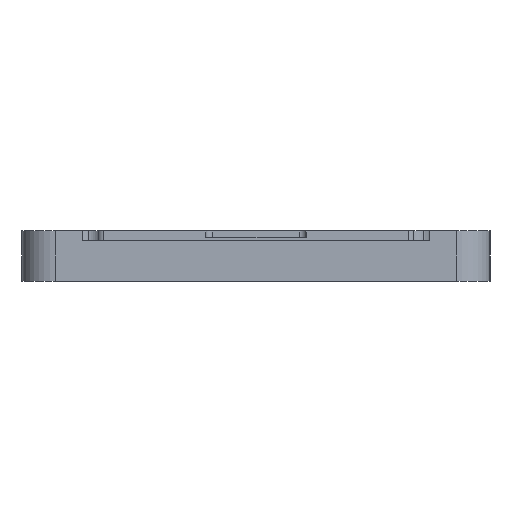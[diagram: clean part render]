
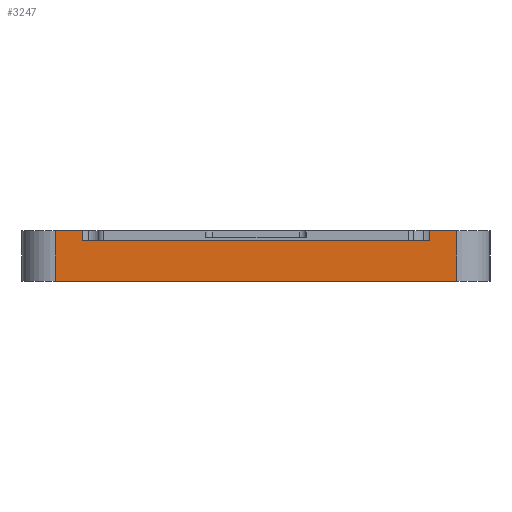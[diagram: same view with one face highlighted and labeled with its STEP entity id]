
A CAD part, left-side view. The second image highlights one B-rep face of the part: STEP entity #3247.
In plain terms, the highlighted planar face has unit normal (-1, 0, 0).
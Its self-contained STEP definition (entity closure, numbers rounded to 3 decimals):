
#8 = DIRECTION ( 'NONE',  ( 0., 0., 1. ) ) ;
#46 = DIRECTION ( 'NONE',  ( 0., 0., 1. ) ) ;
#85 = EDGE_CURVE ( 'NONE', #604, #2432, #1755, .T. ) ;
#220 = EDGE_CURVE ( 'NONE', #557, #1428, #1060, .T. ) ;
#230 = CARTESIAN_POINT ( 'NONE',  ( -191.4, 60., -12. ) ) ;
#257 = LINE ( 'NONE', #2829, #265 ) ;
#263 = ORIENTED_EDGE ( 'NONE', *, *, #631, .T. ) ;
#265 = VECTOR ( 'NONE', #511, 1000. ) ;
#287 = VECTOR ( 'NONE', #3117, 1000. ) ;
#385 = CARTESIAN_POINT ( 'NONE',  ( -191.4, 52., 3. ) ) ;
#476 = VECTOR ( 'NONE', #8, 1000. ) ;
#493 = EDGE_CURVE ( 'NONE', #2401, #557, #257, .T. ) ;
#511 = DIRECTION ( 'NONE',  ( 0., -1., 0. ) ) ;
#557 = VERTEX_POINT ( 'NONE', #2359 ) ;
#592 = DIRECTION ( 'NONE',  ( -1., 0., 0. ) ) ;
#604 = VERTEX_POINT ( 'NONE', #1339 ) ;
#611 = AXIS2_PLACEMENT_3D ( 'NONE', #842, #592, #1919 ) ;
#615 = DIRECTION ( 'NONE',  ( 0., -1., 0. ) ) ;
#631 = EDGE_CURVE ( 'NONE', #2401, #2432, #1035, .T. ) ;
#638 = VECTOR ( 'NONE', #1099, 1000. ) ;
#841 = DIRECTION ( 'NONE',  ( 0., 0., 1. ) ) ;
#842 = CARTESIAN_POINT ( 'NONE',  ( -191.4, 60., -12. ) ) ;
#901 = ORIENTED_EDGE ( 'NONE', *, *, #493, .F. ) ;
#922 = ORIENTED_EDGE ( 'NONE', *, *, #1476, .F. ) ;
#945 = LINE ( 'NONE', #2934, #3144 ) ;
#1035 = LINE ( 'NONE', #1630, #476 ) ;
#1052 = LINE ( 'NONE', #1591, #287 ) ;
#1060 = LINE ( 'NONE', #2097, #2964 ) ;
#1065 = LINE ( 'NONE', #2392, #2389 ) ;
#1099 = DIRECTION ( 'NONE',  ( 0., -1., 0. ) ) ;
#1212 = VERTEX_POINT ( 'NONE', #2958 ) ;
#1218 = CARTESIAN_POINT ( 'NONE',  ( -191.4, -60., 3. ) ) ;
#1268 = ORIENTED_EDGE ( 'NONE', *, *, #1905, .T. ) ;
#1288 = DIRECTION ( 'NONE',  ( 0., 0., 1. ) ) ;
#1339 = CARTESIAN_POINT ( 'NONE',  ( -191.4, 60., 3. ) ) ;
#1366 = CARTESIAN_POINT ( 'NONE',  ( -191.4, 60., 3. ) ) ;
#1428 = VERTEX_POINT ( 'NONE', #2547 ) ;
#1430 = VERTEX_POINT ( 'NONE', #230 ) ;
#1476 = EDGE_CURVE ( 'NONE', #1430, #604, #2577, .T. ) ;
#1591 = CARTESIAN_POINT ( 'NONE',  ( -191.4, 60., -12. ) ) ;
#1630 = CARTESIAN_POINT ( 'NONE',  ( -191.4, 52., 0. ) ) ;
#1722 = EDGE_CURVE ( 'NONE', #1428, #1773, #945, .T. ) ;
#1748 = ORIENTED_EDGE ( 'NONE', *, *, #3072, .T. ) ;
#1755 = LINE ( 'NONE', #1366, #638 ) ;
#1773 = VERTEX_POINT ( 'NONE', #1218 ) ;
#1863 = ORIENTED_EDGE ( 'NONE', *, *, #220, .F. ) ;
#1905 = EDGE_CURVE ( 'NONE', #1212, #1773, #1065, .T. ) ;
#1919 = DIRECTION ( 'NONE',  ( 0., 0., 1. ) ) ;
#2062 = VECTOR ( 'NONE', #1288, 1000. ) ;
#2097 = CARTESIAN_POINT ( 'NONE',  ( -191.4, -52., 0. ) ) ;
#2174 = FACE_OUTER_BOUND ( 'NONE', #3061, .T. ) ;
#2279 = CARTESIAN_POINT ( 'NONE',  ( -191.4, 60., -12. ) ) ;
#2316 = CARTESIAN_POINT ( 'NONE',  ( -191.4, 52., 0. ) ) ;
#2359 = CARTESIAN_POINT ( 'NONE',  ( -191.4, -52., 0. ) ) ;
#2389 = VECTOR ( 'NONE', #841, 1000. ) ;
#2392 = CARTESIAN_POINT ( 'NONE',  ( -191.4, -60., -12. ) ) ;
#2401 = VERTEX_POINT ( 'NONE', #2316 ) ;
#2432 = VERTEX_POINT ( 'NONE', #385 ) ;
#2547 = CARTESIAN_POINT ( 'NONE',  ( -191.4, -52., 3. ) ) ;
#2577 = LINE ( 'NONE', #2279, #2062 ) ;
#2829 = CARTESIAN_POINT ( 'NONE',  ( -191.4, -52., 0. ) ) ;
#2927 = ORIENTED_EDGE ( 'NONE', *, *, #85, .F. ) ;
#2934 = CARTESIAN_POINT ( 'NONE',  ( -191.4, 60., 3. ) ) ;
#2958 = CARTESIAN_POINT ( 'NONE',  ( -191.4, -60., -12. ) ) ;
#2960 = PLANE ( 'NONE',  #611 ) ;
#2964 = VECTOR ( 'NONE', #46, 1000. ) ;
#3061 = EDGE_LOOP ( 'NONE', ( #263, #2927, #922, #1748, #1268, #3344, #1863, #901 ) ) ;
#3072 = EDGE_CURVE ( 'NONE', #1430, #1212, #1052, .T. ) ;
#3117 = DIRECTION ( 'NONE',  ( 0., -1., 0. ) ) ;
#3144 = VECTOR ( 'NONE', #615, 1000. ) ;
#3247 = ADVANCED_FACE ( 'NONE', ( #2174 ), #2960, .T. ) ;
#3344 = ORIENTED_EDGE ( 'NONE', *, *, #1722, .F. ) ;
